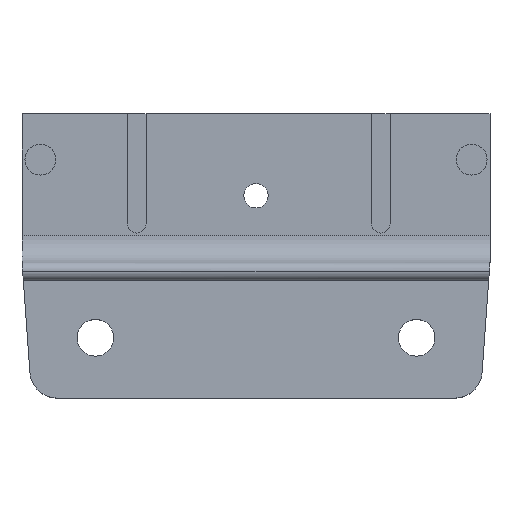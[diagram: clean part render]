
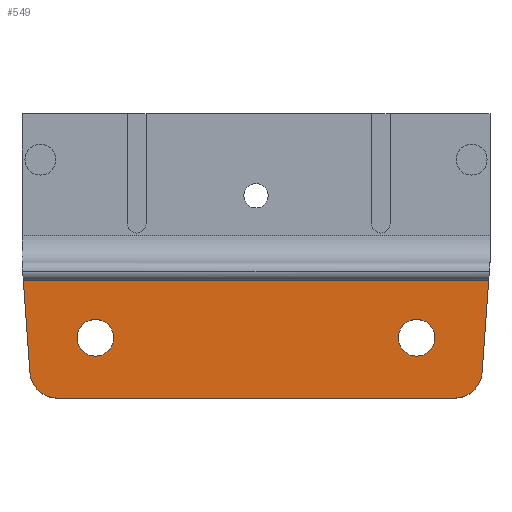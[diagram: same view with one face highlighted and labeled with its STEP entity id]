
A CAD part, top view. The second image highlights one B-rep face of the part: STEP entity #549.
In plain terms, the highlighted planar face has unit normal (0, 0, 1).
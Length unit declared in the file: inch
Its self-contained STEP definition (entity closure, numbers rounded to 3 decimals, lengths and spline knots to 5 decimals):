
#45=LINE($,#886,#92);
#48=LINE($,#892,#95);
#49=LINE($,#894,#96);
#50=LINE($,#896,#97);
#92=VECTOR($,#722,2.70591);
#95=VECTOR($,#727,0.62988);
#96=VECTOR($,#728,3.16964);
#97=VECTOR($,#729,0.62988);
#123=PLANE($,#600);
#152=FACE_BOUND($,#217,.T.);
#153=FACE_BOUND($,#218,.T.);
#176=FACE_OUTER_BOUND($,#216,.T.);
#216=EDGE_LOOP($,(#450,#451,#452,#453,#454,#455));
#217=EDGE_LOOP($,(#456));
#218=EDGE_LOOP($,(#457));
#245=CIRCLE($,#592,0.125);
#247=CIRCLE($,#595,0.125);
#248=CIRCLE($,#597,0.18752);
#250=CIRCLE($,#601,0.18752);
#282=VERTEX_POINT($,#868);
#284=VERTEX_POINT($,#873);
#285=VERTEX_POINT($,#876);
#286=VERTEX_POINT($,#877);
#289=VERTEX_POINT($,#885);
#291=VERTEX_POINT($,#891);
#292=VERTEX_POINT($,#893);
#293=VERTEX_POINT($,#895);
#343=EDGE_CURVE($,#282,#282,#245,.T.);
#345=EDGE_CURVE($,#284,#284,#247,.T.);
#346=EDGE_CURVE($,#285,#286,#248,.T.);
#350=EDGE_CURVE($,#286,#289,#45,.T.);
#353=EDGE_CURVE($,#291,#285,#48,.T.);
#354=EDGE_CURVE($,#291,#292,#49,.T.);
#355=EDGE_CURVE($,#293,#292,#50,.T.);
#356=EDGE_CURVE($,#289,#293,#250,.T.);
#450=ORIENTED_EDGE($,*,*,#346,.F.);
#451=ORIENTED_EDGE($,*,*,#353,.F.);
#452=ORIENTED_EDGE($,*,*,#354,.T.);
#453=ORIENTED_EDGE($,*,*,#355,.F.);
#454=ORIENTED_EDGE($,*,*,#356,.F.);
#455=ORIENTED_EDGE($,*,*,#350,.F.);
#456=ORIENTED_EDGE($,*,*,#343,.T.);
#457=ORIENTED_EDGE($,*,*,#345,.T.);
#549=ADVANCED_FACE($,(#176,#152,#153),#123,.T.);
#592=AXIS2_PLACEMENT_3D($,#869,#704,#705);
#595=AXIS2_PLACEMENT_3D($,#874,#710,#711);
#597=AXIS2_PLACEMENT_3D($,#878,#714,#715);
#600=AXIS2_PLACEMENT_3D($,#890,#725,#726);
#601=AXIS2_PLACEMENT_3D($,#897,#730,#731);
#704=DIRECTION('center_axis',(0.,0.,
-1.));
#705=DIRECTION('ref_axis',(-1.,0.,0.));
#710=DIRECTION('center_axis',(0.,0.,
-1.));
#711=DIRECTION('ref_axis',(-1.,0.,0.));
#714=DIRECTION('center_axis',(0.,0.,
-1.));
#715=DIRECTION('ref_axis',(0.681,-0.732,0.));
#722=DIRECTION($,(-1.,0.,0.));
#725=DIRECTION('center_axis',(0.,0.,
1.));
#726=DIRECTION('ref_axis',(1.,0.,0.));
#727=DIRECTION($,(-0.071,-0.997,0.));
#728=DIRECTION($,(-1.,0.,0.));
#729=DIRECTION($,(-0.071,0.997,0.));
#730=DIRECTION('center_axis',(0.,0.,
-1.));
#731=DIRECTION('ref_axis',(-0.681,-0.732,0.));
#868=CARTESIAN_POINT('',(-0.96874,-0.51616,0.2502));
#869=CARTESIAN_POINT('Origin',(-1.09374,-0.51616,0.2502));
#873=CARTESIAN_POINT('',(1.21878,-0.51616,0.2502));
#874=CARTESIAN_POINT('Origin',(1.09378,-0.51616,0.2502));
#876=CARTESIAN_POINT('',(1.54,-0.75348,0.2502));
#877=CARTESIAN_POINT('',(1.35296,-0.92766,0.2502));
#878=CARTESIAN_POINT('Origin',(1.35296,-0.74014,0.2502));
#885=CARTESIAN_POINT('',(-1.35296,-0.92766,0.2502));
#886=CARTESIAN_POINT($,(-1.52758,-0.92766,0.2502));
#890=CARTESIAN_POINT('Origin',(0.,-0.45625,0.2502));
#891=CARTESIAN_POINT('',(1.58482,-0.1252,0.2502));
#892=CARTESIAN_POINT($,(1.52758,-0.92766,0.2502));
#893=CARTESIAN_POINT('',(-1.58482,-0.1252,0.2502));
#894=CARTESIAN_POINT($,(0.79241,-0.1252,0.2502));
#895=CARTESIAN_POINT('',(-1.54,-0.75348,0.2502));
#896=CARTESIAN_POINT($,(-1.59375,0.,0.2502));
#897=CARTESIAN_POINT('Origin',(-1.35296,-0.74014,0.2502));
